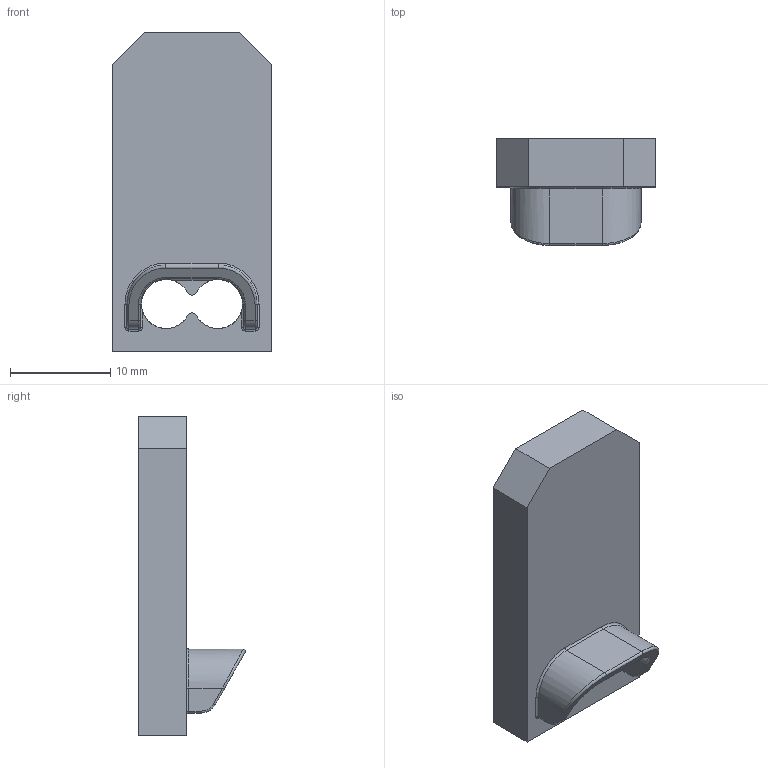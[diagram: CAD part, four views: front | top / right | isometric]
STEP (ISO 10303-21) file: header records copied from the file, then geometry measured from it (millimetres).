
FILE_DESCRIPTION(/* description */ ('STEP AP242','CAx-IF Rec.Pracs.---Representation and Presentation of Product Manufacturing Information (PMI)---4.0---2014-10-13','CAx-IF Rec.Pracs.---3D Tessellated Geometry---0.4---2014-09-14','2;1'),/* implementation_level */ '2;1');
FILE_NAME(/* name */ '68a00ffd48cd10186b7b01a2',/* time_stamp */ '2025-08-16T04:58:38Z',/* author */ (''),/* organization */ (''),/* preprocessor_version */ 'ST-DEVELOPER v20',/* originating_system */ 'ONSHAPE BY PTC INC, 1.202',/* authorisation */ ' ');
FILE_SCHEMA (('AP242_MANAGED_MODEL_BASED_3D_ENGINEERING_MIM_LF { 1 0 10303 442 1 1 4 }'));
Length unit declared in the file: metre
Products named in the file (1): home_body
Bounding box: 15.9 x 10.66 x 31.9 mm (x, y, z)
Volume: 1449 mm3; surface area: 1870.9 mm2
Topology: 1 solids, 1 shells, 102 faces, 268 edges, 168 vertices
Faces by surface type: cylinder 44, plane 42, torus 12, bspline 4
Entity records: 3212 total; most frequent: CARTESIAN_POINT 607, DIRECTION 568, ORIENTED_EDGE 536, EDGE_CURVE 268, AXIS2_PLACEMENT_3D 205, VERTEX_POINT 168, LINE 158, VECTOR 158
